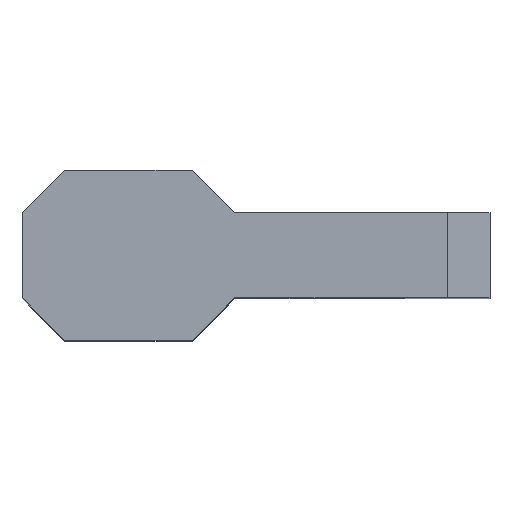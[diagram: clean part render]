
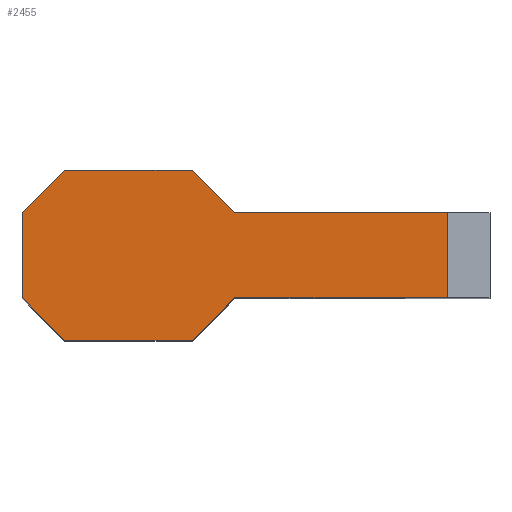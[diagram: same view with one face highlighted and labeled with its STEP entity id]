
A CAD part, top view. The second image highlights one B-rep face of the part: STEP entity #2455.
In plain terms, the highlighted planar face has unit normal (0, 0, 1).
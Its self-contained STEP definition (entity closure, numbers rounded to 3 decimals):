
#401=LINE('',#15704,#561);
#403=LINE('',#15708,#563);
#405=LINE('',#15712,#565);
#414=LINE('',#15730,#574);
#415=LINE('',#15732,#575);
#416=LINE('',#15734,#576);
#417=LINE('',#15736,#577);
#418=LINE('',#15738,#578);
#419=LINE('',#15740,#579);
#420=LINE('',#15741,#580);
#561=VECTOR('',#3017,10.);
#563=VECTOR('',#3021,10.);
#565=VECTOR('',#3025,10.);
#574=VECTOR('',#3036,10.);
#575=VECTOR('',#3037,10.);
#576=VECTOR('',#3038,10.);
#577=VECTOR('',#3039,10.);
#578=VECTOR('',#3040,10.);
#579=VECTOR('',#3041,10.);
#580=VECTOR('',#3042,10.);
#652=PLANE('',#2636);
#786=FACE_OUTER_BOUND('',#926,.T.);
#926=EDGE_LOOP('',(#2178,#2179,#2180,#2181,#2182,#2183,#2184,#2185,#2186,
#2187));
#1194=VERTEX_POINT('',#15701);
#1195=VERTEX_POINT('',#15703);
#1196=VERTEX_POINT('',#15707);
#1197=VERTEX_POINT('',#15711);
#1205=VERTEX_POINT('',#15729);
#1206=VERTEX_POINT('',#15731);
#1207=VERTEX_POINT('',#15733);
#1208=VERTEX_POINT('',#15735);
#1209=VERTEX_POINT('',#15737);
#1210=VERTEX_POINT('',#15739);
#1535=EDGE_CURVE('',#1194,#1195,#401,.T.);
#1537=EDGE_CURVE('',#1195,#1196,#403,.T.);
#1539=EDGE_CURVE('',#1196,#1197,#405,.T.);
#1548=EDGE_CURVE('',#1205,#1194,#414,.T.);
#1549=EDGE_CURVE('',#1205,#1206,#415,.T.);
#1550=EDGE_CURVE('',#1207,#1206,#416,.T.);
#1551=EDGE_CURVE('',#1207,#1208,#417,.T.);
#1552=EDGE_CURVE('',#1209,#1208,#418,.T.);
#1553=EDGE_CURVE('',#1209,#1210,#419,.T.);
#1554=EDGE_CURVE('',#1197,#1210,#420,.T.);
#2178=ORIENTED_EDGE('',*,*,#1537,.F.);
#2179=ORIENTED_EDGE('',*,*,#1535,.F.);
#2180=ORIENTED_EDGE('',*,*,#1548,.F.);
#2181=ORIENTED_EDGE('',*,*,#1549,.T.);
#2182=ORIENTED_EDGE('',*,*,#1550,.F.);
#2183=ORIENTED_EDGE('',*,*,#1551,.T.);
#2184=ORIENTED_EDGE('',*,*,#1552,.F.);
#2185=ORIENTED_EDGE('',*,*,#1553,.T.);
#2186=ORIENTED_EDGE('',*,*,#1554,.F.);
#2187=ORIENTED_EDGE('',*,*,#1539,.F.);
#2455=ADVANCED_FACE('',(#786),#652,.T.);
#2636=AXIS2_PLACEMENT_3D('',#15728,#3034,#3035);
#3017=DIRECTION('',(1.,0.,0.));
#3021=DIRECTION('',(0.,-1.,0.));
#3025=DIRECTION('',(-1.,0.,0.));
#3034=DIRECTION('center_axis',(0.,0.,1.));
#3035=DIRECTION('ref_axis',(1.,0.,0.));
#3036=DIRECTION('',(0.707,-0.707,0.));
#3037=DIRECTION('',(-1.,0.,0.));
#3038=DIRECTION('',(0.707,0.707,0.));
#3039=DIRECTION('',(0.,-1.,0.));
#3040=DIRECTION('',(-0.707,0.707,0.));
#3041=DIRECTION('',(1.,0.,0.));
#3042=DIRECTION('',(-0.707,-0.707,0.));
#15701=CARTESIAN_POINT('',(-60.,10.,70.));
#15703=CARTESIAN_POINT('',(-10.,10.,70.));
#15704=CARTESIAN_POINT('',(-90.,10.,70.));
#15707=CARTESIAN_POINT('',(-10.,-10.,70.));
#15708=CARTESIAN_POINT('',(-10.,0.,70.));
#15711=CARTESIAN_POINT('',(-60.,-10.,70.));
#15712=CARTESIAN_POINT('',(-90.,-10.,70.));
#15728=CARTESIAN_POINT('Origin',(-90.,0.,70.));
#15729=CARTESIAN_POINT('',(-70.,20.,70.));
#15730=CARTESIAN_POINT('',(-67.5,17.5,70.));
#15731=CARTESIAN_POINT('',(-100.,20.,70.));
#15732=CARTESIAN_POINT('',(-70.,20.,70.));
#15733=CARTESIAN_POINT('',(-110.,10.,70.));
#15734=CARTESIAN_POINT('',(-105.,15.,70.));
#15735=CARTESIAN_POINT('',(-110.,-10.,70.));
#15736=CARTESIAN_POINT('',(-110.,20.,70.));
#15737=CARTESIAN_POINT('',(-100.,-20.,70.));
#15738=CARTESIAN_POINT('',(-105.,-15.,70.));
#15739=CARTESIAN_POINT('',(-70.,-20.,70.));
#15740=CARTESIAN_POINT('',(-110.,-20.,70.));
#15741=CARTESIAN_POINT('',(-67.5,-17.5,70.));
